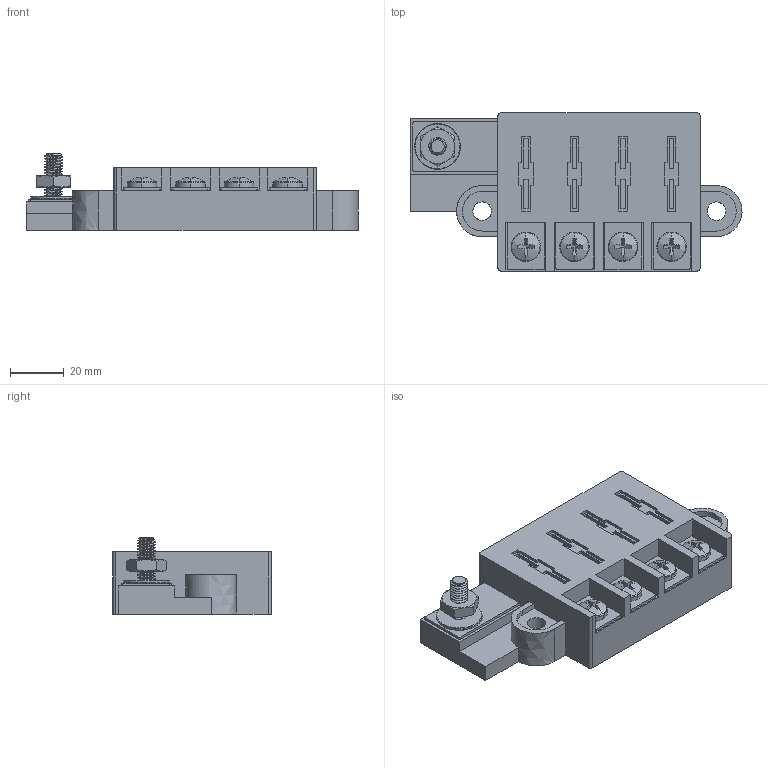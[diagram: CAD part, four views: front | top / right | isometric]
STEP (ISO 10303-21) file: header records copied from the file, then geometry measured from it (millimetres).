
FILE_DESCRIPTION(('FreeCAD Model'),'2;1');
FILE_NAME('Open CASCADE Shape Model','2025-04-30T11:02:46',('FreeCAD'),( 'FreeCAD'),'Open CASCADE STEP processor 7.6','FreeCAD','Unknown');
FILE_SCHEMA(('AUTOMOTIVE_DESIGN { 1 0 10303 214 1 1 1 1 }'));
Length unit declared in the file: millimetre
Products named in the file (1): Open CASCADE STEP translator 7.6 1
Bounding box: 123.51 x 58.82 x 28.65 mm (x, y, z)
Volume: 111568.4 mm3; surface area: 30149.2 mm2
Topology: 12 solids, 12 shells, 680 faces, 1790 edges, 1151 vertices
Faces by surface type: bspline 680
Entity records: 29200 total; most frequent: CARTESIAN_POINT 18518, ORIENTED_EDGE 3572, EDGE_CURVE 1786, B_SPLINE_CURVE_WITH_KNOTS 1537, VERTEX_POINT 1151, FACE_BOUND 715, EDGE_LOOP 715, ADVANCED_FACE 680
